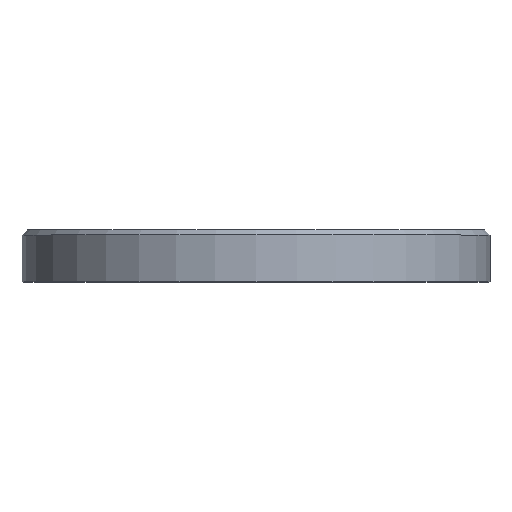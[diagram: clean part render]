
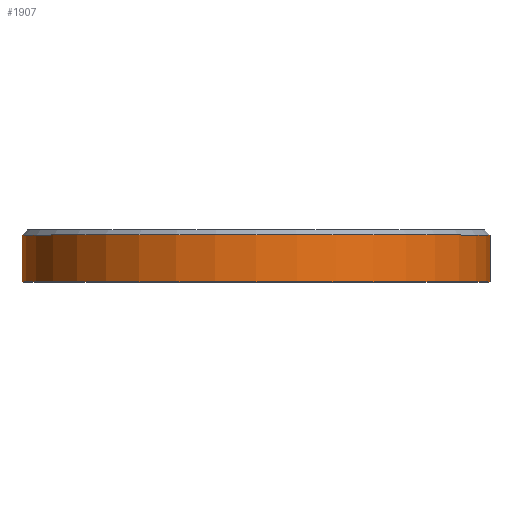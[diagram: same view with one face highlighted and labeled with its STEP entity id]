
A CAD part, top view. The second image highlights one B-rep face of the part: STEP entity #1907.
In plain terms, the highlighted cylindrical face has radius 22.5 mm (diameter 45 mm), a full revolution.
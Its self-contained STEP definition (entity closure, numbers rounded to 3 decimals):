
#28=CYLINDRICAL_SURFACE('',#2055,22.5);
#236=FACE_OUTER_BOUND('',#351,.T.);
#351=EDGE_LOOP('',(#1747,#1748,#1749,#1750));
#591=LINE('',#3085,#817);
#817=VECTOR('',#2551,22.5);
#850=CIRCLE('',#2054,22.5);
#851=CIRCLE('',#2056,22.5);
#1020=VERTEX_POINT('',#3080);
#1021=VERTEX_POINT('',#3084);
#1279=EDGE_CURVE('',#1020,#1020,#850,.T.);
#1280=EDGE_CURVE('',#1020,#1021,#591,.T.);
#1281=EDGE_CURVE('',#1021,#1021,#851,.T.);
#1747=ORIENTED_EDGE('',*,*,#1279,.F.);
#1748=ORIENTED_EDGE('',*,*,#1280,.T.);
#1749=ORIENTED_EDGE('',*,*,#1281,.T.);
#1750=ORIENTED_EDGE('',*,*,#1280,.F.);
#1907=ADVANCED_FACE('',(#236),#28,.T.);
#2054=AXIS2_PLACEMENT_3D('',#3082,#2547,#2548);
#2055=AXIS2_PLACEMENT_3D('',#3083,#2549,#2550);
#2056=AXIS2_PLACEMENT_3D('',#3086,#2552,#2553);
#2547=DIRECTION('center_axis',(0.,1.,0.));
#2548=DIRECTION('ref_axis',(1.,0.,0.));
#2549=DIRECTION('center_axis',(0.,1.,0.));
#2550=DIRECTION('ref_axis',(1.,0.,0.));
#2551=DIRECTION('',(0.,-1.,0.));
#2552=DIRECTION('center_axis',(0.,1.,0.));
#2553=DIRECTION('ref_axis',(1.,0.,0.));
#3080=CARTESIAN_POINT('',(-22.5,4.5,0.));
#3082=CARTESIAN_POINT('Origin',(0.,4.5,0.));
#3083=CARTESIAN_POINT('Origin',(0.,0.,0.));
#3084=CARTESIAN_POINT('',(-22.5,0.,0.));
#3085=CARTESIAN_POINT('',(-22.5,0.,0.));
#3086=CARTESIAN_POINT('Origin',(0.,0.,0.));
